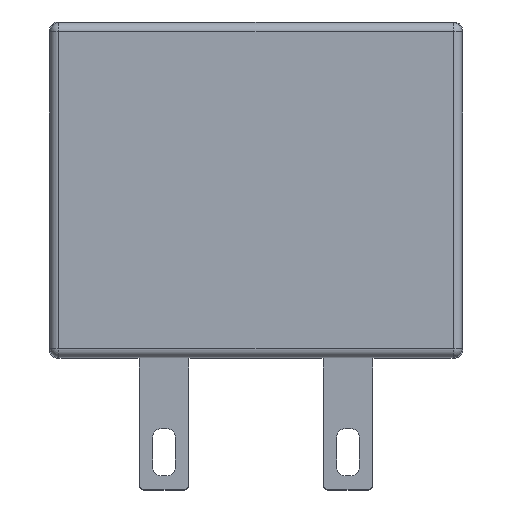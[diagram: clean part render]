
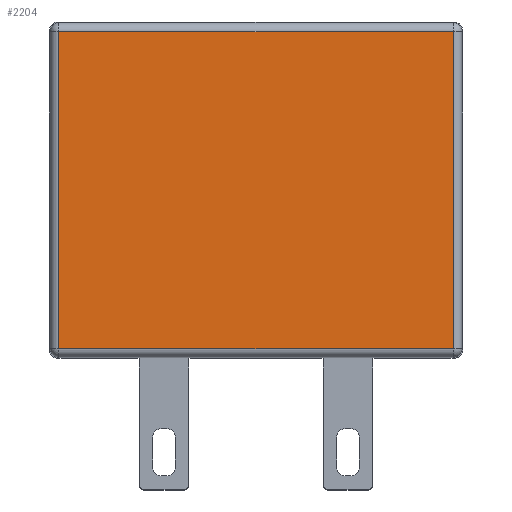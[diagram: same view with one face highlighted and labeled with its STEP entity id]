
A CAD part, top view. The second image highlights one B-rep face of the part: STEP entity #2204.
In plain terms, the highlighted planar face has unit normal (0, 0, 1).
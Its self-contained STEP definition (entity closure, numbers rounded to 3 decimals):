
#166=FACE_OUTER_BOUND($,#290,.T.);
#290=EDGE_LOOP($,(#1953,#1954,#1955,#1956));
#529=LINE($,#3589,#781);
#531=LINE($,#3597,#783);
#533=LINE($,#3607,#785);
#535=LINE($,#3616,#787);
#781=VECTOR($,#2931,18.1);
#783=VECTOR($,#2939,22.5);
#785=VECTOR($,#2951,18.1);
#787=VECTOR($,#2963,22.5);
#1052=VERTEX_POINT($,#3586);
#1053=VERTEX_POINT($,#3588);
#1056=VERTEX_POINT($,#3596);
#1059=VERTEX_POINT($,#3606);
#1346=EDGE_CURVE($,#1052,#1053,#529,.T.);
#1350=EDGE_CURVE($,#1053,#1056,#531,.T.);
#1355=EDGE_CURVE($,#1056,#1059,#533,.T.);
#1360=EDGE_CURVE($,#1059,#1052,#535,.T.);
#1953=ORIENTED_EDGE($,*,*,#1346,.F.);
#1954=ORIENTED_EDGE($,*,*,#1360,.F.);
#1955=ORIENTED_EDGE($,*,*,#1355,.F.);
#1956=ORIENTED_EDGE($,*,*,#1350,.F.);
#2087=PLANE($,#2390);
#2204=ADVANCED_FACE($,(#166),#2087,.T.);
#2390=AXIS2_PLACEMENT_3D($,#3639,#2992,#2993);
#2931=DIRECTION($,(0.,-1.,0.));
#2939=DIRECTION($,(-1.,0.,0.));
#2951=DIRECTION($,(0.,1.,0.));
#2963=DIRECTION($,(1.,0.,0.));
#2992=DIRECTION('center_axis',(0.,0.,
1.));
#2993=DIRECTION('ref_axis',(-1.,0.,0.));
#3586=CARTESIAN_POINT('',(11.25,9.05,1.));
#3588=CARTESIAN_POINT('',(11.25,-9.05,1.));
#3589=CARTESIAN_POINT($,(11.25,4.525,1.));
#3596=CARTESIAN_POINT('',(-11.25,-9.05,1.));
#3597=CARTESIAN_POINT($,(5.625,-9.05,1.));
#3606=CARTESIAN_POINT('',(-11.25,9.05,1.));
#3607=CARTESIAN_POINT($,(-11.25,-4.525,1.));
#3616=CARTESIAN_POINT($,(-5.625,9.05,1.));
#3639=CARTESIAN_POINT('Origin',(0.,0.,
1.));
